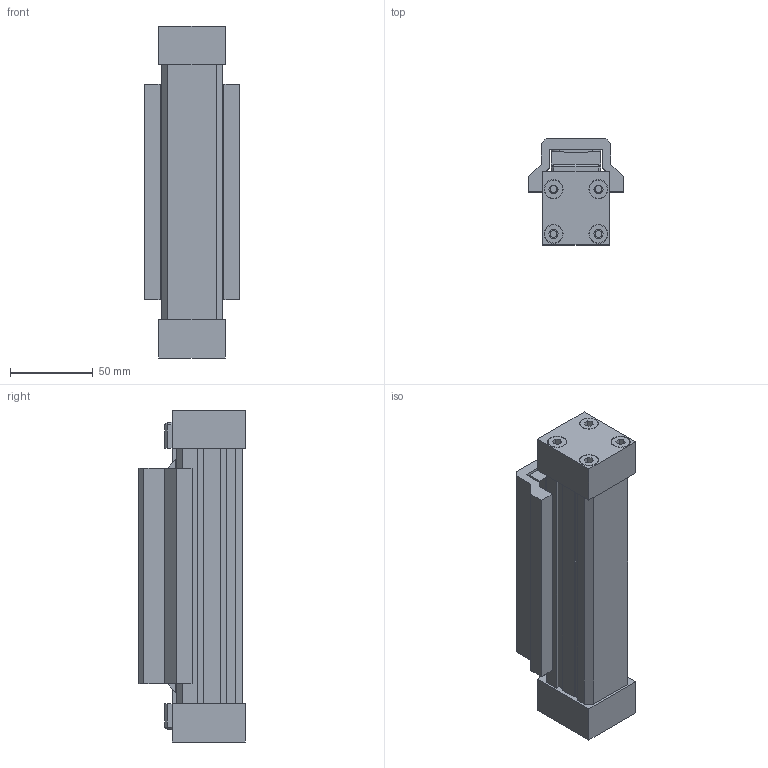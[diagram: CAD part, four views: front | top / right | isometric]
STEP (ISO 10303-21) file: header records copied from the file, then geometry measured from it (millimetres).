
FILE_DESCRIPTION((''),'2;1');
FILE_NAME('16052500001MH.stp','2007-03-08T09:10:25',('valotma1'),(''),'Autodesk Inventor 11','Autodesk Inventor 11','');
FILE_SCHEMA(('AUTOMOTIVE_DESIGN { 1 0 10303 214 1 1 1 1 }'));
Length unit declared in the file: millimetre
Products named in the file (4): 16052500001MH; CILINDRO Ø25 C0; CARRELLO Ø25; CARRO GUIDA Ø25
Assembly tree (3 placements, depth 2):
  16052500001MH
    CILINDRO Ø25 C0
    CARRELLO Ø25
    CARRO GUIDA Ø25
Bounding box: 57 x 64 x 200 mm (x, y, z)
Volume: 435435 mm3; surface area: 86374.3 mm2
Topology: 3 solids, 3 shells, 275 faces, 640 edges, 420 vertices
Faces by surface type: plane 141, bspline 115, cylinder 19
Full cylindrical faces by diameter (mm): 4 x1, 4.134 x4, 8.566 x1, 11 x4, 11.5 x4, 14 x1
Entity records: 7912 total; most frequent: CARTESIAN_POINT 2043, ORIENTED_EDGE 1156, DIRECTION 1012, EDGE_CURVE 578, VECTOR 478, LINE 478, VERTEX_POINT 404, EDGE_LOOP 386
